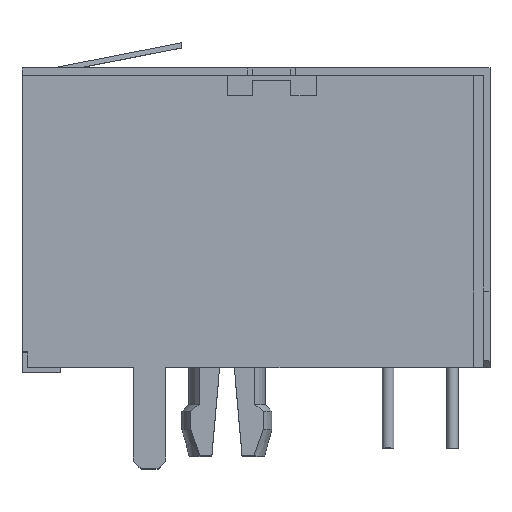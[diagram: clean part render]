
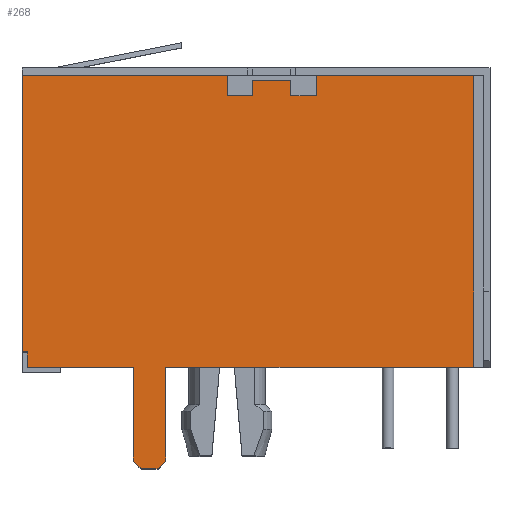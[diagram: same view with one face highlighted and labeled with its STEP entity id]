
A CAD part, top view. The second image highlights one B-rep face of the part: STEP entity #268.
In plain terms, the highlighted planar face has unit normal (0, 0, 1).
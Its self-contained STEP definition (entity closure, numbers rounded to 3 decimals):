
#268=ADVANCED_FACE('',(#870),#871,.T.);
#870=FACE_OUTER_BOUND('',#1654,.T.);
#871=PLANE('',#1655);
#1654=EDGE_LOOP('',(#3908,#3909,#3910,#3911,#3912,#3913,#3914,#3915,#3916,#3917,#3918,#3919,#3920,#3921,#3922,#3923,#3924,#3925,#3926,#3927));
#1655=AXIS2_PLACEMENT_3D('',#3928,#3929,#3930);
#3908=ORIENTED_EDGE('',*,*,#5708,.T.);
#3909=ORIENTED_EDGE('',*,*,#5892,.T.);
#3910=ORIENTED_EDGE('',*,*,#5725,.T.);
#3911=ORIENTED_EDGE('',*,*,#6000,.F.);
#3912=ORIENTED_EDGE('',*,*,#6001,.T.);
#3913=ORIENTED_EDGE('',*,*,#6002,.T.);
#3914=ORIENTED_EDGE('',*,*,#6003,.T.);
#3915=ORIENTED_EDGE('',*,*,#6004,.T.);
#3916=ORIENTED_EDGE('',*,*,#6005,.T.);
#3917=ORIENTED_EDGE('',*,*,#6006,.T.);
#3918=ORIENTED_EDGE('',*,*,#6007,.T.);
#3919=ORIENTED_EDGE('',*,*,#6008,.F.);
#3920=ORIENTED_EDGE('',*,*,#6009,.T.);
#3921=ORIENTED_EDGE('',*,*,#6010,.T.);
#3922=ORIENTED_EDGE('',*,*,#6011,.F.);
#3923=ORIENTED_EDGE('',*,*,#6012,.F.);
#3924=ORIENTED_EDGE('',*,*,#6013,.F.);
#3925=ORIENTED_EDGE('',*,*,#6014,.F.);
#3926=ORIENTED_EDGE('',*,*,#6015,.F.);
#3927=ORIENTED_EDGE('',*,*,#6016,.F.);
#3928=CARTESIAN_POINT('',(-9.2,5.75,6.85));
#3929=DIRECTION('',(0.0,0.0,1.0));
#3930=DIRECTION('',(1.0,-0.0,0.0));
#5708=EDGE_CURVE('',#7088,#7086,#7089,.T.);
#5725=EDGE_CURVE('',#7119,#7117,#7120,.T.);
#5892=EDGE_CURVE('',#7086,#7119,#7389,.T.);
#6000=EDGE_CURVE('',#7555,#7117,#7556,.T.);
#6001=EDGE_CURVE('',#7555,#7557,#7558,.T.);
#6002=EDGE_CURVE('',#7557,#7559,#7560,.T.);
#6003=EDGE_CURVE('',#7559,#7561,#7562,.T.);
#6004=EDGE_CURVE('',#7561,#7563,#7564,.T.);
#6005=EDGE_CURVE('',#7563,#7565,#7566,.T.);
#6006=EDGE_CURVE('',#7565,#7567,#7568,.T.);
#6007=EDGE_CURVE('',#7567,#7569,#7570,.T.);
#6008=EDGE_CURVE('',#7571,#7569,#7572,.T.);
#6009=EDGE_CURVE('',#7571,#7573,#7574,.T.);
#6010=EDGE_CURVE('',#7573,#7575,#7576,.T.);
#6011=EDGE_CURVE('',#7577,#7575,#7578,.T.);
#6012=EDGE_CURVE('',#7579,#7577,#7580,.T.);
#6013=EDGE_CURVE('',#7581,#7579,#7582,.T.);
#6014=EDGE_CURVE('',#7583,#7581,#7584,.T.);
#6015=EDGE_CURVE('',#7585,#7583,#7586,.T.);
#6016=EDGE_CURVE('',#7088,#7585,#7587,.T.);
#7086=VERTEX_POINT('',#9212);
#7088=VERTEX_POINT('',#9215);
#7089=LINE('',#9216,#9217);
#7117=VERTEX_POINT('',#9260);
#7119=VERTEX_POINT('',#9263);
#7120=LINE('',#9264,#9265);
#7389=LINE('',#9818,#9819);
#7555=VERTEX_POINT('',#10092);
#7556=LINE('',#10093,#10094);
#7557=VERTEX_POINT('',#10095);
#7558=LINE('',#10096,#10097);
#7559=VERTEX_POINT('',#10098);
#7560=LINE('',#10099,#10100);
#7561=VERTEX_POINT('',#10101);
#7562=LINE('',#10102,#10103);
#7563=VERTEX_POINT('',#10104);
#7564=LINE('',#10105,#10106);
#7565=VERTEX_POINT('',#10107);
#7566=LINE('',#10108,#10109);
#7567=VERTEX_POINT('',#10110);
#7568=LINE('',#10111,#10112);
#7569=VERTEX_POINT('',#10113);
#7570=LINE('',#10114,#10115);
#7571=VERTEX_POINT('',#10116);
#7572=LINE('',#10117,#10118);
#7573=VERTEX_POINT('',#10119);
#7574=LINE('',#10120,#10121);
#7575=VERTEX_POINT('',#10122);
#7576=LINE('',#10123,#10124);
#7577=VERTEX_POINT('',#10125);
#7578=LINE('',#10126,#10127);
#7579=VERTEX_POINT('',#10128);
#7580=LINE('',#10129,#10130);
#7581=VERTEX_POINT('',#10131);
#7582=LINE('',#10132,#10133);
#7583=VERTEX_POINT('',#10134);
#7584=LINE('',#10135,#10136);
#7585=VERTEX_POINT('',#10137);
#7586=LINE('',#10138,#10139);
#7587=LINE('',#10140,#10141);
#9212=CARTESIAN_POINT('',(-9.2,5.75,6.85));
#9215=CARTESIAN_POINT('',(-1.1,5.75,6.85));
#9216=CARTESIAN_POINT('',(-1.1,5.75,6.85));
#9217=VECTOR('',#11442,8.1);
#9260=CARTESIAN_POINT('',(-9.0,-5.15,6.85));
#9263=CARTESIAN_POINT('',(-9.2,-5.15,6.85));
#9264=CARTESIAN_POINT('',(-9.2,-5.15,6.85));
#9265=VECTOR('',#11459,0.2);
#9818=CARTESIAN_POINT('',(-9.2,5.75,6.85));
#9819=VECTOR('',#11648,10.9);
#10092=CARTESIAN_POINT('',(-9.0,-5.75,6.85));
#10093=CARTESIAN_POINT('',(-9.0,-5.75,6.85));
#10094=VECTOR('',#11756,0.6);
#10095=CARTESIAN_POINT('',(-4.805,-5.75,6.85));
#10096=CARTESIAN_POINT('',(-9.0,-5.75,6.85));
#10097=VECTOR('',#11757,4.195);
#10098=CARTESIAN_POINT('',(-4.805,-9.45,6.85));
#10099=CARTESIAN_POINT('',(-4.805,-5.75,6.85));
#10100=VECTOR('',#11758,3.7);
#10101=CARTESIAN_POINT('',(-4.505,-9.75,6.85));
#10102=CARTESIAN_POINT('',(-4.805,-9.45,6.85));
#10103=VECTOR('',#11759,0.424);
#10104=CARTESIAN_POINT('',(-3.835,-9.75,6.85));
#10105=CARTESIAN_POINT('',(-4.505,-9.75,6.85));
#10106=VECTOR('',#11760,0.67);
#10107=CARTESIAN_POINT('',(-3.535,-9.45,6.85));
#10108=CARTESIAN_POINT('',(-3.835,-9.75,6.85));
#10109=VECTOR('',#11761,0.424);
#10110=CARTESIAN_POINT('',(-3.535,-5.75,6.85));
#10111=CARTESIAN_POINT('',(-3.535,-9.45,6.85));
#10112=VECTOR('',#11762,3.7);
#10113=CARTESIAN_POINT('',(8.6,-5.75,6.85));
#10114=CARTESIAN_POINT('',(-3.535,-5.75,6.85));
#10115=VECTOR('',#11763,12.135);
#10116=CARTESIAN_POINT('',(8.6,5.75,6.85));
#10117=CARTESIAN_POINT('',(8.6,5.75,6.85));
#10118=VECTOR('',#11764,11.5);
#10119=CARTESIAN_POINT('',(2.4,5.75,6.85));
#10120=CARTESIAN_POINT('',(8.6,5.75,6.85));
#10121=VECTOR('',#11765,6.2);
#10122=CARTESIAN_POINT('',(2.4,4.95,6.85));
#10123=CARTESIAN_POINT('',(2.4,5.75,6.85));
#10124=VECTOR('',#11766,0.8);
#10125=CARTESIAN_POINT('',(1.4,4.95,6.85));
#10126=CARTESIAN_POINT('',(1.4,4.95,6.85));
#10127=VECTOR('',#11767,1.0);
#10128=CARTESIAN_POINT('',(1.4,5.55,6.85));
#10129=CARTESIAN_POINT('',(1.4,5.55,6.85));
#10130=VECTOR('',#11768,0.6);
#10131=CARTESIAN_POINT('',(-0.1,5.55,6.85));
#10132=CARTESIAN_POINT('',(-0.1,5.55,6.85));
#10133=VECTOR('',#11769,1.5);
#10134=CARTESIAN_POINT('',(-0.1,4.95,6.85));
#10135=CARTESIAN_POINT('',(-0.1,4.95,6.85));
#10136=VECTOR('',#11770,0.6);
#10137=CARTESIAN_POINT('',(-1.1,4.95,6.85));
#10138=CARTESIAN_POINT('',(-1.1,4.95,6.85));
#10139=VECTOR('',#11771,1.0);
#10140=CARTESIAN_POINT('',(-1.1,5.75,6.85));
#10141=VECTOR('',#11772,0.8);
#11442=DIRECTION('',(-1.0,0.0,0.0));
#11459=DIRECTION('',(1.0,0.0,0.0));
#11648=DIRECTION('',(0.0,-1.0,0.0));
#11756=DIRECTION('',(0.0,1.0,0.0));
#11757=DIRECTION('',(1.0,0.0,0.0));
#11758=DIRECTION('',(0.0,-1.0,0.0));
#11759=DIRECTION('',(0.707,-0.707,0.0));
#11760=DIRECTION('',(1.0,0.0,0.0));
#11761=DIRECTION('',(0.707,0.707,0.0));
#11762=DIRECTION('',(0.0,1.0,0.0));
#11763=DIRECTION('',(1.0,0.0,0.0));
#11764=DIRECTION('',(0.0,-1.0,0.0));
#11765=DIRECTION('',(-1.0,0.0,0.0));
#11766=DIRECTION('',(0.0,-1.0,0.0));
#11767=DIRECTION('',(1.0,0.0,0.0));
#11768=DIRECTION('',(0.0,-1.0,0.0));
#11769=DIRECTION('',(1.0,0.0,0.0));
#11770=DIRECTION('',(0.0,1.0,0.0));
#11771=DIRECTION('',(1.0,0.0,0.0));
#11772=DIRECTION('',(0.0,-1.0,0.0));
